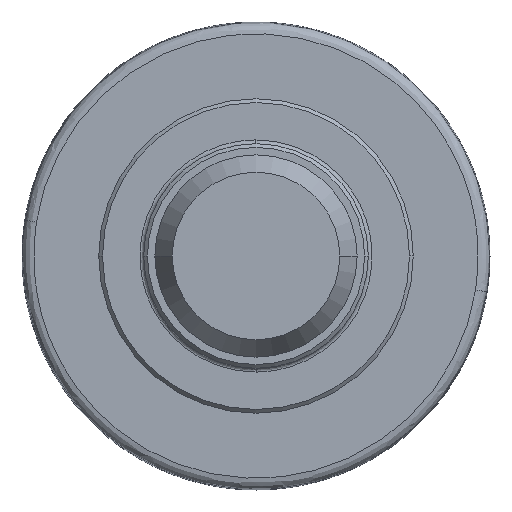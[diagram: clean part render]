
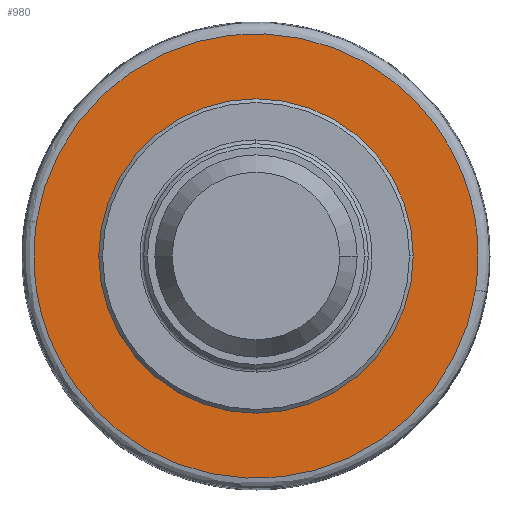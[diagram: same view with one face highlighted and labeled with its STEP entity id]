
A CAD part, left-side view. The second image highlights one B-rep face of the part: STEP entity #980.
In plain terms, the highlighted planar face has unit normal (-1, 0, 0).
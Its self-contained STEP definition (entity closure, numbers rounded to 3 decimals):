
#23 = EDGE_CURVE ( 'NONE', #614, #602, #446, .T. ) ;
#194 = EDGE_LOOP ( 'NONE', ( #334, #335 ) ) ;
#205 = EDGE_LOOP ( 'NONE', ( #336, #337 ) ) ;
#334 = ORIENTED_EDGE ( 'NONE', *, *, #23, .T. ) ;
#335 = ORIENTED_EDGE ( 'NONE', *, *, #1040, .T. ) ;
#336 = ORIENTED_EDGE ( 'NONE', *, *, #1041, .F. ) ;
#337 = ORIENTED_EDGE ( 'NONE', *, *, #2911, .F. ) ;
#446 = CIRCLE ( 'NONE', #1054, 20.75 ) ;
#584 = VERTEX_POINT ( 'NONE', #868 ) ;
#596 = VERTEX_POINT ( 'NONE', #880 ) ;
#602 = VERTEX_POINT ( 'NONE', #886 ) ;
#614 = VERTEX_POINT ( 'NONE', #898 ) ;
#735 = CARTESIAN_POINT ( 'NONE',  ( 16.45, 0., 0. ) ) ;
#736 = DIRECTION ( 'NONE',  ( 1., 0., 0. ) ) ;
#737 = DIRECTION ( 'NONE',  ( 0., 1., 0. ) ) ;
#868 = CARTESIAN_POINT ( 'NONE',  ( 16.45, -29.329, -4.533 ) ) ;
#880 = CARTESIAN_POINT ( 'NONE',  ( 16.45, 29.329, 4.533 ) ) ;
#886 = CARTESIAN_POINT ( 'NONE',  ( 16.45, -20.75, 0. ) ) ;
#898 = CARTESIAN_POINT ( 'NONE',  ( 16.45, 20.75, 0. ) ) ;
#980 = ADVANCED_FACE ( 'NONE', ( #2150, #2144 ), #1866, .T. ) ;
#1040 = EDGE_CURVE ( 'NONE', #602, #614, #2224, .T. ) ;
#1041 = EDGE_CURVE ( 'NONE', #584, #596, #1267, .T. ) ;
#1054 = AXIS2_PLACEMENT_3D ( 'NONE', #735, #736, #737 ) ;
#1232 = AXIS2_PLACEMENT_3D ( 'NONE', #1860, #1867, #1868 ) ;
#1267 =( BOUNDED_CURVE ( )  B_SPLINE_CURVE ( 3, ( #2558, #2562, #2563, #2564 ),
 .UNSPECIFIED., .F., .T. ) 
 B_SPLINE_CURVE_WITH_KNOTS ( ( 4, 4 ),
 ( 0.278, 0.778 ),
 .UNSPECIFIED. ) 
 CURVE ( )  GEOMETRIC_REPRESENTATION_ITEM ( )  RATIONAL_B_SPLINE_CURVE ( ( 1., 0.333, 0.333, 1. ) ) 
 REPRESENTATION_ITEM ( '' )  );
#1268 =( BOUNDED_CURVE ( )  B_SPLINE_CURVE ( 3, ( #2741, #2745, #2746, #2747 ),
 .UNSPECIFIED., .F., .T. ) 
 B_SPLINE_CURVE_WITH_KNOTS ( ( 4, 4 ),
 ( 0.778, 1.278 ),
 .UNSPECIFIED. ) 
 CURVE ( )  GEOMETRIC_REPRESENTATION_ITEM ( )  RATIONAL_B_SPLINE_CURVE ( ( 1., 0.333, 0.333, 1. ) ) 
 REPRESENTATION_ITEM ( '' )  );
#1860 = CARTESIAN_POINT ( 'NONE',  ( 16.45, 4.192, -27.128 ) ) ;
#1866 = PLANE ( 'NONE',  #1232 ) ;
#1867 = DIRECTION ( 'NONE',  ( -1., 0., 0. ) ) ;
#1868 = DIRECTION ( 'NONE',  ( 0., 0., 1. ) ) ;
#2144 = FACE_OUTER_BOUND ( 'NONE', #205, .T. ) ;
#2150 = FACE_BOUND ( 'NONE', #194, .T. ) ;
#2224 = CIRCLE ( 'NONE', #2803, 20.75 ) ;
#2552 = CARTESIAN_POINT ( 'NONE',  ( 16.45, 0., 0. ) ) ;
#2558 = CARTESIAN_POINT ( 'NONE',  ( 16.45, -29.329, -4.533 ) ) ;
#2559 = DIRECTION ( 'NONE',  ( 1., 0., 0. ) ) ;
#2560 = DIRECTION ( 'NONE',  ( 0., 1., 0. ) ) ;
#2562 = CARTESIAN_POINT ( 'NONE',  ( 16.45, -20.264, -63.191 ) ) ;
#2563 = CARTESIAN_POINT ( 'NONE',  ( 16.45, 38.395, -54.126 ) ) ;
#2564 = CARTESIAN_POINT ( 'NONE',  ( 16.45, 29.329, 4.533 ) ) ;
#2741 = CARTESIAN_POINT ( 'NONE',  ( 16.45, 29.329, 4.533 ) ) ;
#2745 = CARTESIAN_POINT ( 'NONE',  ( 16.45, 20.264, 63.191 ) ) ;
#2746 = CARTESIAN_POINT ( 'NONE',  ( 16.45, -38.395, 54.126 ) ) ;
#2747 = CARTESIAN_POINT ( 'NONE',  ( 16.45, -29.329, -4.533 ) ) ;
#2803 = AXIS2_PLACEMENT_3D ( 'NONE', #2552, #2559, #2560 ) ;
#2911 = EDGE_CURVE ( 'NONE', #596, #584, #1268, .T. ) ;
